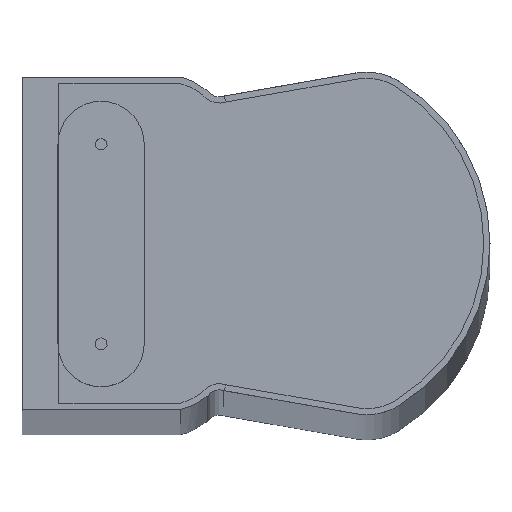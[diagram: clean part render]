
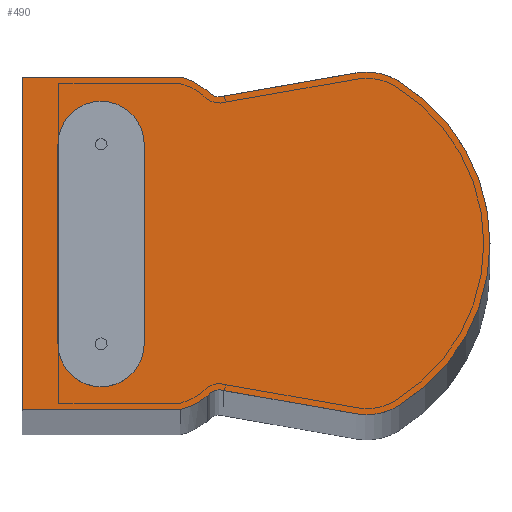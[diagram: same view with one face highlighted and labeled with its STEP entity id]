
A CAD part, top view. The second image highlights one B-rep face of the part: STEP entity #490.
In plain terms, the highlighted face is planar.
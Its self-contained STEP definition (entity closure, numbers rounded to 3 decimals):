
#24 = LINE ( 'NONE', #767, #461 ) ;
#34 = VERTEX_POINT ( 'NONE', #199 ) ;
#35 = DIRECTION ( 'NONE',  ( 1., 0., 0. ) ) ;
#40 = CARTESIAN_POINT ( 'NONE',  ( -11.952, 587.5, -16.399 ) ) ;
#43 = ORIENTED_EDGE ( 'NONE', *, *, #583, .T. ) ;
#54 = CARTESIAN_POINT ( 'NONE',  ( 13.305, 587.5, -13.884 ) ) ;
#66 = AXIS2_PLACEMENT_3D ( 'NONE', #815, #1441, #382 ) ;
#68 = VECTOR ( 'NONE', #360, 1000. ) ;
#71 = DIRECTION ( 'NONE',  ( 1., 0., 0. ) ) ;
#137 = VERTEX_POINT ( 'NONE', #40 ) ;
#142 = CARTESIAN_POINT ( 'NONE',  ( 8.917, 587.5, -27.991 ) ) ;
#144 = B_SPLINE_CURVE_WITH_KNOTS ( 'NONE', 2,
 ( #990, #54, #831 ),
 .UNSPECIFIED., .F., .F.,
 ( 3, 3 ),
 ( 0.5, 0.501 ),
 .UNSPECIFIED. ) ;
#168 = CARTESIAN_POINT ( 'NONE',  ( -8.908, 587.5, -27.984 ) ) ;
#170 = DIRECTION ( 'NONE',  ( 0., 1., 0. ) ) ;
#197 = CARTESIAN_POINT ( 'NONE',  ( -13.5, 587.5, -12.842 ) ) ;
#199 = CARTESIAN_POINT ( 'NONE',  ( -8.032, 587.5, -9.922 ) ) ;
#208 = CARTESIAN_POINT ( 'NONE',  ( -13.305, 587.5, -13.884 ) ) ;
#229 = VECTOR ( 'NONE', #771, 1000. ) ;
#272 = ORIENTED_EDGE ( 'NONE', *, *, #313, .T. ) ;
#280 = EDGE_CURVE ( 'NONE', #34, #612, #1976, .T. ) ;
#313 = EDGE_CURVE ( 'NONE', #1502, #1730, #1011, .T. ) ;
#332 = DIRECTION ( 'NONE',  ( 1., 0., 0. ) ) ;
#336 = VERTEX_POINT ( 'NONE', #1451 ) ;
#351 = EDGE_CURVE ( 'NONE', #1161, #137, #1736, .T. ) ;
#360 = DIRECTION ( 'NONE',  ( 0.173, 0., 0.985 ) ) ;
#366 = LINE ( 'NONE', #1007, #601 ) ;
#379 = LINE ( 'NONE', #1908, #936 ) ;
#382 = DIRECTION ( 'NONE',  ( -1., 0., 0. ) ) ;
#394 = VERTEX_POINT ( 'NONE', #1138 ) ;
#397 = VERTEX_POINT ( 'NONE', #1727 ) ;
#417 = DIRECTION ( 'NONE',  ( 0., 1., 0. ) ) ;
#429 = VERTEX_POINT ( 'NONE', #590 ) ;
#461 = VECTOR ( 'NONE', #1964, 1000. ) ;
#473 = VECTOR ( 'NONE', #521, 1000. ) ;
#490 = ADVANCED_FACE ( 'NONE', ( #1956, #1796 ), #1184, .T. ) ;
#521 = DIRECTION ( 'NONE',  ( 0., 0., 1. ) ) ;
#524 = ORIENTED_EDGE ( 'NONE', *, *, #1400, .T. ) ;
#564 = CIRCLE ( 'NONE', #1703, 3.501 ) ;
#574 = B_SPLINE_CURVE_WITH_KNOTS ( 'NONE', 2,
 ( #1575, #208, #197 ),
 .UNSPECIFIED., .F., .F.,
 ( 3, 3 ),
 ( 0.499, 0.5 ),
 .UNSPECIFIED. ) ;
#583 = EDGE_CURVE ( 'NONE', #429, #1784, #1087, .T. ) ;
#590 = CARTESIAN_POINT ( 'NONE',  ( 11.952, 587.5, -16.399 ) ) ;
#596 = VERTEX_POINT ( 'NONE', #1523 ) ;
#601 = VECTOR ( 'NONE', #1300, 1000. ) ;
#612 = VERTEX_POINT ( 'NONE', #914 ) ;
#615 = CARTESIAN_POINT ( 'NONE',  ( 13.841, 587.5, -27.124 ) ) ;
#632 = VERTEX_POINT ( 'NONE', #1980 ) ;
#703 = EDGE_LOOP ( 'NONE', ( #1456, #1092, #1217, #1747, #43, #524, #1159, #1706, #1852, #785, #1355, #272 ) ) ;
#714 = EDGE_CURVE ( 'NONE', #397, #1502, #574, .T. ) ;
#750 = EDGE_CURVE ( 'NONE', #612, #596, #379, .T. ) ;
#753 = AXIS2_PLACEMENT_3D ( 'NONE', #1585, #1907, #71 ) ;
#767 = CARTESIAN_POINT ( 'NONE',  ( 8.145, 587.5, -9.922 ) ) ;
#771 = DIRECTION ( 'NONE',  ( 0.173, 0., -0.985 ) ) ;
#776 = DIRECTION ( 'NONE',  ( 0., 1., 0. ) ) ;
#785 = ORIENTED_EDGE ( 'NONE', *, *, #1519, .T. ) ;
#795 = CARTESIAN_POINT ( 'NONE',  ( 8.145, 587.5, -9.922 ) ) ;
#815 = CARTESIAN_POINT ( 'NONE',  ( -8.032, 587.5, -6.421 ) ) ;
#831 = CARTESIAN_POINT ( 'NONE',  ( 12.412, 587.5, -15.027 ) ) ;
#852 = ORIENTED_EDGE ( 'NONE', *, *, #1397, .F. ) ;
#860 = CIRCLE ( 'NONE', #1387, 5. ) ;
#892 = AXIS2_PLACEMENT_3D ( 'NONE', #1130, #1401, #1419 ) ;
#895 = VERTEX_POINT ( 'NONE', #1955 ) ;
#910 = DIRECTION ( 'NONE',  ( -1., 0., 0. ) ) ;
#913 = CARTESIAN_POINT ( 'NONE',  ( 13.5, 587.5, 0. ) ) ;
#914 = CARTESIAN_POINT ( 'NONE',  ( -8.032, 587.5, -2.92 ) ) ;
#936 = VECTOR ( 'NONE', #1156, 1000. ) ;
#965 = EDGE_LOOP ( 'NONE', ( #852, #1513, #1004, #1744 ) ) ;
#989 = CARTESIAN_POINT ( 'NONE',  ( -13.833, 587.5, -27.12 ) ) ;
#990 = CARTESIAN_POINT ( 'NONE',  ( 13.5, 587.5, -12.842 ) ) ;
#1004 = ORIENTED_EDGE ( 'NONE', *, *, #280, .F. ) ;
#1007 = CARTESIAN_POINT ( 'NONE',  ( -13.5, 587.5, 0. ) ) ;
#1011 = LINE ( 'NONE', #1911, #473 ) ;
#1022 = CIRCLE ( 'NONE', #892, 15.43 ) ;
#1030 = VERTEX_POINT ( 'NONE', #1074 ) ;
#1040 = DIRECTION ( 'NONE',  ( -1., 0., 0. ) ) ;
#1074 = CARTESIAN_POINT ( 'NONE',  ( -13.182, 587.5, -30.579 ) ) ;
#1078 = EDGE_CURVE ( 'NONE', #632, #336, #1659, .T. ) ;
#1087 = LINE ( 'NONE', #1553, #229 ) ;
#1092 = ORIENTED_EDGE ( 'NONE', *, *, #1078, .T. ) ;
#1094 = CARTESIAN_POINT ( 'NONE',  ( 8.145, 587.5, -6.421 ) ) ;
#1130 = CARTESIAN_POINT ( 'NONE',  ( 0.007, 587.5, -22.57 ) ) ;
#1138 = CARTESIAN_POINT ( 'NONE',  ( 13.188, 587.5, -30.59 ) ) ;
#1152 = CARTESIAN_POINT ( 'NONE',  ( -13.5, 587.5, -12.842 ) ) ;
#1156 = DIRECTION ( 'NONE',  ( 1., 0., 0. ) ) ;
#1159 = ORIENTED_EDGE ( 'NONE', *, *, #1872, .T. ) ;
#1161 = VERTEX_POINT ( 'NONE', #1882 ) ;
#1184 = PLANE ( 'NONE',  #1527 ) ;
#1197 = EDGE_CURVE ( 'NONE', #1730, #632, #366, .T. ) ;
#1210 = EDGE_CURVE ( 'NONE', #895, #429, #1707, .T. ) ;
#1217 = ORIENTED_EDGE ( 'NONE', *, *, #1899, .T. ) ;
#1265 = AXIS2_PLACEMENT_3D ( 'NONE', #1752, #1404, #35 ) ;
#1300 = DIRECTION ( 'NONE',  ( 1., 0., 0. ) ) ;
#1338 = EDGE_CURVE ( 'NONE', #1859, #34, #24, .T. ) ;
#1355 = ORIENTED_EDGE ( 'NONE', *, *, #714, .T. ) ;
#1381 = DIRECTION ( 'NONE',  ( -1., 0., 0. ) ) ;
#1387 = AXIS2_PLACEMENT_3D ( 'NONE', #142, #170, #332 ) ;
#1388 = DIRECTION ( 'NONE',  ( 0., 1., 0. ) ) ;
#1397 = EDGE_CURVE ( 'NONE', #596, #1859, #564, .T. ) ;
#1400 = EDGE_CURVE ( 'NONE', #1784, #394, #860, .T. ) ;
#1401 = DIRECTION ( 'NONE',  ( 0., 1., 0. ) ) ;
#1404 = DIRECTION ( 'NONE',  ( 0., -1., 0. ) ) ;
#1419 = DIRECTION ( 'NONE',  ( -1., 0., 0. ) ) ;
#1441 = DIRECTION ( 'NONE',  ( 0., 1., 0. ) ) ;
#1451 = CARTESIAN_POINT ( 'NONE',  ( 13.5, 587.5, -12.842 ) ) ;
#1455 = VECTOR ( 'NONE', #1977, 1000. ) ;
#1456 = ORIENTED_EDGE ( 'NONE', *, *, #1197, .T. ) ;
#1502 = VERTEX_POINT ( 'NONE', #1152 ) ;
#1513 = ORIENTED_EDGE ( 'NONE', *, *, #750, .F. ) ;
#1519 = EDGE_CURVE ( 'NONE', #137, #397, #1832, .T. ) ;
#1523 = CARTESIAN_POINT ( 'NONE',  ( 8.145, 587.5, -2.92 ) ) ;
#1527 = AXIS2_PLACEMENT_3D ( 'NONE', #1969, #417, #1040 ) ;
#1553 = CARTESIAN_POINT ( 'NONE',  ( 11.952, 587.5, -16.399 ) ) ;
#1575 = CARTESIAN_POINT ( 'NONE',  ( -12.412, 587.5, -15.027 ) ) ;
#1585 = CARTESIAN_POINT ( 'NONE',  ( 13.111, 587.5, -16.024 ) ) ;
#1643 = AXIS2_PLACEMENT_3D ( 'NONE', #168, #1388, #910 ) ;
#1656 = CARTESIAN_POINT ( 'NONE',  ( -13.5, 587.5, 0. ) ) ;
#1659 = LINE ( 'NONE', #913, #1455 ) ;
#1697 = EDGE_CURVE ( 'NONE', #1030, #1161, #1836, .T. ) ;
#1703 = AXIS2_PLACEMENT_3D ( 'NONE', #1094, #776, #1381 ) ;
#1706 = ORIENTED_EDGE ( 'NONE', *, *, #1697, .T. ) ;
#1707 = CIRCLE ( 'NONE', #753, 1.218 ) ;
#1727 = CARTESIAN_POINT ( 'NONE',  ( -12.412, 587.5, -15.027 ) ) ;
#1730 = VERTEX_POINT ( 'NONE', #1656 ) ;
#1736 = LINE ( 'NONE', #989, #68 ) ;
#1744 = ORIENTED_EDGE ( 'NONE', *, *, #1338, .F. ) ;
#1747 = ORIENTED_EDGE ( 'NONE', *, *, #1210, .T. ) ;
#1752 = CARTESIAN_POINT ( 'NONE',  ( -13.111, 587.5, -16.024 ) ) ;
#1784 = VERTEX_POINT ( 'NONE', #615 ) ;
#1796 = FACE_OUTER_BOUND ( 'NONE', #703, .T. ) ;
#1832 = CIRCLE ( 'NONE', #1265, 1.218 ) ;
#1836 = CIRCLE ( 'NONE', #1643, 5. ) ;
#1852 = ORIENTED_EDGE ( 'NONE', *, *, #351, .T. ) ;
#1859 = VERTEX_POINT ( 'NONE', #795 ) ;
#1872 = EDGE_CURVE ( 'NONE', #394, #1030, #1022, .T. ) ;
#1882 = CARTESIAN_POINT ( 'NONE',  ( -13.833, 587.5, -27.12 ) ) ;
#1899 = EDGE_CURVE ( 'NONE', #336, #895, #144, .T. ) ;
#1907 = DIRECTION ( 'NONE',  ( 0., -1., 0. ) ) ;
#1908 = CARTESIAN_POINT ( 'NONE',  ( 8.145, 587.5, -2.92 ) ) ;
#1911 = CARTESIAN_POINT ( 'NONE',  ( -13.5, 587.5, -2.998 ) ) ;
#1955 = CARTESIAN_POINT ( 'NONE',  ( 12.412, 587.5, -15.027 ) ) ;
#1956 = FACE_BOUND ( 'NONE', #965, .T. ) ;
#1964 = DIRECTION ( 'NONE',  ( -1., 0., 0. ) ) ;
#1969 = CARTESIAN_POINT ( 'NONE',  ( 0., 587.5, 0. ) ) ;
#1976 = CIRCLE ( 'NONE', #66, 3.501 ) ;
#1977 = DIRECTION ( 'NONE',  ( 0., 0., -1. ) ) ;
#1980 = CARTESIAN_POINT ( 'NONE',  ( 13.5, 587.5, 0. ) ) ;
